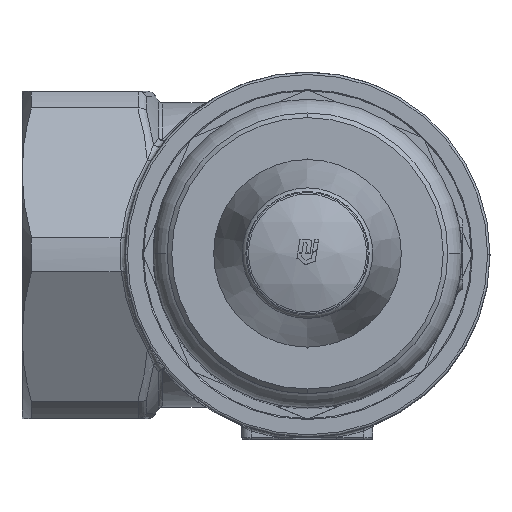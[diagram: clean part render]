
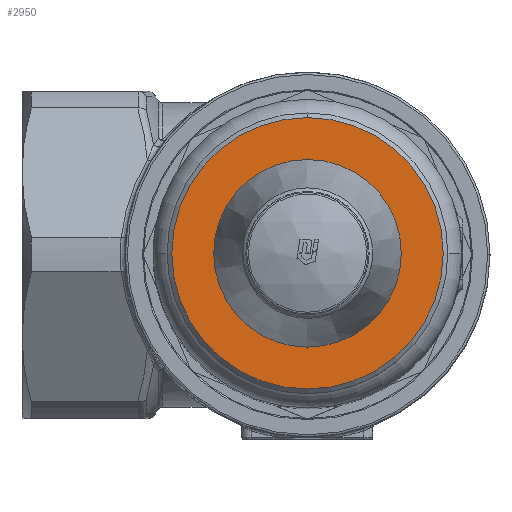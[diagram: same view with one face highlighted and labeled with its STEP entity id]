
A CAD part, top view. The second image highlights one B-rep face of the part: STEP entity #2950.
In plain terms, the highlighted planar face has unit normal (0, 0, 1).
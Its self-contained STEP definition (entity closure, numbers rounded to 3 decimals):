
#2296=CARTESIAN_POINT('',(0.,-29.,216.));
#2297=VERTEX_POINT('',#2296);
#2298=CARTESIAN_POINT('',(0.,29.,216.));
#2299=VERTEX_POINT('',#2298);
#2300=CARTESIAN_POINT('',(0.,0.,216.));
#2301=DIRECTION('',(-0.,0.,1.));
#2302=DIRECTION('',(0.,1.,-0.));
#2303=AXIS2_PLACEMENT_3D('',#2300,#2301,#2302);
#2304=CIRCLE('',#2303,29.);
#2305=EDGE_CURVE('NONE',#2297,#2299,#2304,.T.);
#2601=CARTESIAN_POINT('',(0.,-20.05,216.));
#2602=VERTEX_POINT('',#2601);
#2603=CARTESIAN_POINT('',(0.,20.05,216.));
#2604=VERTEX_POINT('',#2603);
#2605=CARTESIAN_POINT('',(0.,0.,216.));
#2606=DIRECTION('',(0.,-0.,-1.));
#2607=DIRECTION('',(0.,1.,-0.));
#2608=AXIS2_PLACEMENT_3D('',#2605,#2606,#2607);
#2609=CIRCLE('',#2608,20.05);
#2610=EDGE_CURVE('NONE',#2602,#2604,#2609,.T.);
#2925=CARTESIAN_POINT('',(30.,0.,216.));
#2926=DIRECTION('',(0.,0.,1.));
#2927=DIRECTION('',(0.,-1.,0.));
#2928=AXIS2_PLACEMENT_3D('',#2925,#2926,#2927);
#2929=PLANE('',#2928);
#2930=CARTESIAN_POINT('',(0.,0.,216.));
#2931=DIRECTION('',(-0.,0.,1.));
#2932=DIRECTION('',(0.,1.,-0.));
#2933=AXIS2_PLACEMENT_3D('',#2930,#2931,#2932);
#2934=CIRCLE('',#2933,29.);
#2935=EDGE_CURVE('NONE',#2299,#2297,#2934,.T.);
#2936=ORIENTED_EDGE('',*,*,#2935,.T.);
#2937=ORIENTED_EDGE('',*,*,#2305,.T.);
#2938=EDGE_LOOP('',(#2936,#2937));
#2939=FACE_BOUND('',#2938,.T.);
#2940=CARTESIAN_POINT('',(0.,0.,216.));
#2941=DIRECTION('',(0.,-0.,-1.));
#2942=DIRECTION('',(0.,1.,-0.));
#2943=AXIS2_PLACEMENT_3D('',#2940,#2941,#2942);
#2944=CIRCLE('',#2943,20.05);
#2945=EDGE_CURVE('NONE',#2604,#2602,#2944,.T.);
#2946=ORIENTED_EDGE('',*,*,#2945,.T.);
#2947=ORIENTED_EDGE('',*,*,#2610,.T.);
#2948=EDGE_LOOP('',(#2946,#2947));
#2949=FACE_BOUND('',#2948,.T.);
#2950=ADVANCED_FACE('NONE',(#2939,#2949),#2929,.T.);
